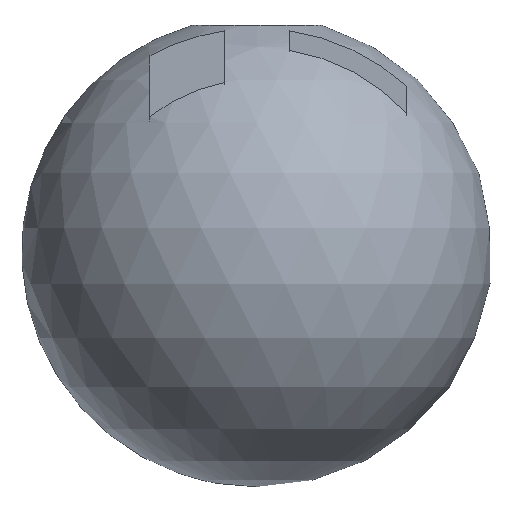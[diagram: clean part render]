
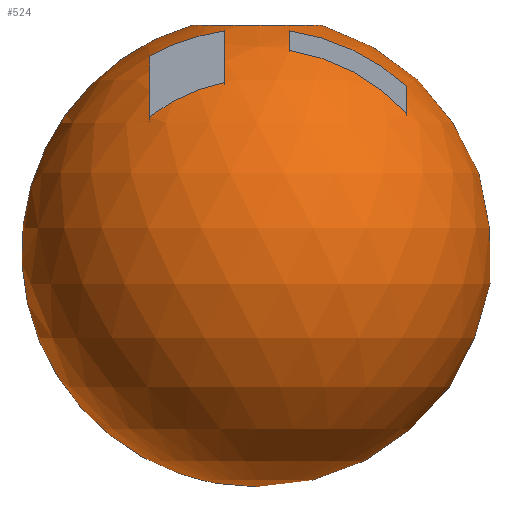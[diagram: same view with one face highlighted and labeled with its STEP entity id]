
A CAD part, front view. The second image highlights one B-rep face of the part: STEP entity #524.
In plain terms, the highlighted spherical face has radius 110 mm.
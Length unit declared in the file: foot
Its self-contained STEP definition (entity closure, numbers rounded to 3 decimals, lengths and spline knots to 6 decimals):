
#14=SPHERICAL_SURFACE('',#592,0.360892);
#17=FACE_BOUND('',#177,.T.);
#18=FACE_BOUND('',#178,.T.);
#19=FACE_BOUND('',#179,.T.);
#143=FACE_OUTER_BOUND('',#176,.T.);
#176=EDGE_LOOP('',(#426,#427,#428));
#177=EDGE_LOOP('',(#429,#430,#431,#432));
#178=EDGE_LOOP('',(#433,#434,#435,#436));
#179=EDGE_LOOP('',(#437));
#189=CIRCLE('',#548,0.098425);
#190=CIRCLE('',#550,0.357521);
#191=CIRCLE('',#552,0.264001);
#192=CIRCLE('',#554,0.321455);
#193=CIRCLE('',#556,0.342137);
#194=CIRCLE('',#559,0.278388);
#195=CIRCLE('',#561,0.312542);
#196=CIRCLE('',#563,0.357521);
#197=CIRCLE('',#565,0.342137);
#205=CIRCLE('',#591,0.323397);
#206=CIRCLE('',#593,0.360892);
#213=VERTEX_POINT('',#774);
#214=VERTEX_POINT('',#778);
#215=VERTEX_POINT('',#779);
#218=VERTEX_POINT('',#787);
#220=VERTEX_POINT('',#793);
#222=VERTEX_POINT('',#803);
#223=VERTEX_POINT('',#804);
#226=VERTEX_POINT('',#812);
#228=VERTEX_POINT('',#818);
#247=VERTEX_POINT('',#888);
#248=VERTEX_POINT('',#892);
#256=EDGE_CURVE('',#213,#213,#189,.T.);
#257=EDGE_CURVE('',#214,#215,#190,.T.);
#261=EDGE_CURVE('',#215,#218,#191,.T.);
#264=EDGE_CURVE('',#218,#220,#192,.T.);
#267=EDGE_CURVE('',#220,#214,#193,.T.);
#269=EDGE_CURVE('',#222,#223,#194,.T.);
#273=EDGE_CURVE('',#223,#226,#195,.T.);
#276=EDGE_CURVE('',#226,#228,#196,.T.);
#279=EDGE_CURVE('',#228,#222,#197,.T.);
#313=EDGE_CURVE('',#247,#247,#205,.T.);
#314=EDGE_CURVE('',#213,#248,#206,.T.);
#426=ORIENTED_EDGE('',*,*,#256,.T.);
#427=ORIENTED_EDGE('',*,*,#314,.T.);
#428=ORIENTED_EDGE('',*,*,#314,.F.);
#429=ORIENTED_EDGE('',*,*,#264,.T.);
#430=ORIENTED_EDGE('',*,*,#267,.T.);
#431=ORIENTED_EDGE('',*,*,#257,.T.);
#432=ORIENTED_EDGE('',*,*,#261,.T.);
#433=ORIENTED_EDGE('',*,*,#276,.T.);
#434=ORIENTED_EDGE('',*,*,#279,.T.);
#435=ORIENTED_EDGE('',*,*,#269,.T.);
#436=ORIENTED_EDGE('',*,*,#273,.T.);
#437=ORIENTED_EDGE('',*,*,#313,.F.);
#524=ADVANCED_FACE('',(#143,#17,#18,#19),#14,.T.);
#548=AXIS2_PLACEMENT_3D('',#776,#614,#615);
#550=AXIS2_PLACEMENT_3D('',#780,#618,#619);
#552=AXIS2_PLACEMENT_3D('',#788,#625,#626);
#554=AXIS2_PLACEMENT_3D('',#794,#631,#632);
#556=AXIS2_PLACEMENT_3D('',#799,#637,#638);
#559=AXIS2_PLACEMENT_3D('',#805,#644,#645);
#561=AXIS2_PLACEMENT_3D('',#813,#651,#652);
#563=AXIS2_PLACEMENT_3D('',#819,#657,#658);
#565=AXIS2_PLACEMENT_3D('',#824,#663,#664);
#591=AXIS2_PLACEMENT_3D('',#890,#737,#738);
#592=AXIS2_PLACEMENT_3D('',#891,#739,#740);
#593=AXIS2_PLACEMENT_3D('',#893,#741,#742);
#614=DIRECTION('center_axis',(0.,0.,-1.));
#615=DIRECTION('ref_axis',(1.,0.,0.));
#618=DIRECTION('center_axis',(1.,0.,0.));
#619=DIRECTION('ref_axis',(0.,0.,1.));
#625=DIRECTION('center_axis',(0.,-1.,0.));
#626=DIRECTION('ref_axis',(0.,0.,1.));
#631=DIRECTION('center_axis',(-1.,0.,0.));
#632=DIRECTION('ref_axis',(0.,0.,-1.));
#637=DIRECTION('center_axis',(0.,1.,0.));
#638=DIRECTION('ref_axis',(0.,0.,-1.));
#644=DIRECTION('center_axis',(1.,0.,0.));
#645=DIRECTION('ref_axis',(0.,0.,1.));
#651=DIRECTION('center_axis',(0.,-1.,0.));
#652=DIRECTION('ref_axis',(0.,0.,1.));
#657=DIRECTION('center_axis',(-1.,0.,0.));
#658=DIRECTION('ref_axis',(0.,0.,-1.));
#663=DIRECTION('center_axis',(0.,1.,0.));
#664=DIRECTION('ref_axis',(0.,0.,-1.));
#737=DIRECTION('center_axis',(0.,1.,0.));
#738=DIRECTION('ref_axis',(1.,0.,0.));
#739=DIRECTION('center_axis',(0.,0.,1.));
#740=DIRECTION('ref_axis',(1.,0.,0.));
#741=DIRECTION('center_axis',(0.,-1.,0.));
#742=DIRECTION('ref_axis',(-1.,0.,0.));
#774=CARTESIAN_POINT('',(-0.098425,0.,0.347211));
#776=CARTESIAN_POINT('Origin',(0.,0.,0.347211));
#778=CARTESIAN_POINT('',(-0.049213,-0.114829,0.338579));
#779=CARTESIAN_POINT('',(-0.049213,-0.246063,0.259373));
#780=CARTESIAN_POINT('Origin',(-0.049213,0.,0.));
#787=CARTESIAN_POINT('',(-0.164042,-0.246063,0.206849));
#788=CARTESIAN_POINT('Origin',(0.,-0.246063,0.));
#793=CARTESIAN_POINT('',(-0.164042,-0.114829,0.300246));
#794=CARTESIAN_POINT('Origin',(-0.164042,0.,0.));
#799=CARTESIAN_POINT('Origin',(0.,-0.114829,0.));
#803=CARTESIAN_POINT('',(0.229659,-0.114829,0.253603));
#804=CARTESIAN_POINT('',(0.229659,-0.180446,0.211989));
#805=CARTESIAN_POINT('Origin',(0.229659,0.,0.));
#812=CARTESIAN_POINT('',(0.049213,-0.180446,0.308643));
#813=CARTESIAN_POINT('Origin',(0.,-0.180446,0.));
#818=CARTESIAN_POINT('',(0.049213,-0.114829,0.338579));
#819=CARTESIAN_POINT('Origin',(0.049213,0.,0.));
#824=CARTESIAN_POINT('Origin',(0.,-0.114829,0.));
#888=CARTESIAN_POINT('',(0.,0.16018,0.323397));
#890=CARTESIAN_POINT('Origin',(0.,0.16018,0.));
#891=CARTESIAN_POINT('Origin',(0.,0.,0.));
#892=CARTESIAN_POINT('',(0.,0.,-0.360892));
#893=CARTESIAN_POINT('Origin',(0.,0.,0.));
